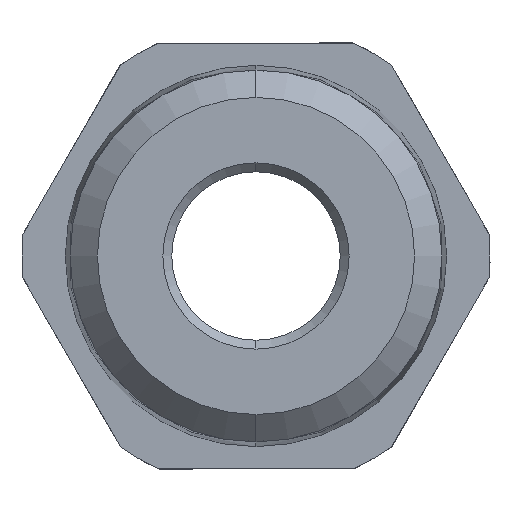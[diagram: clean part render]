
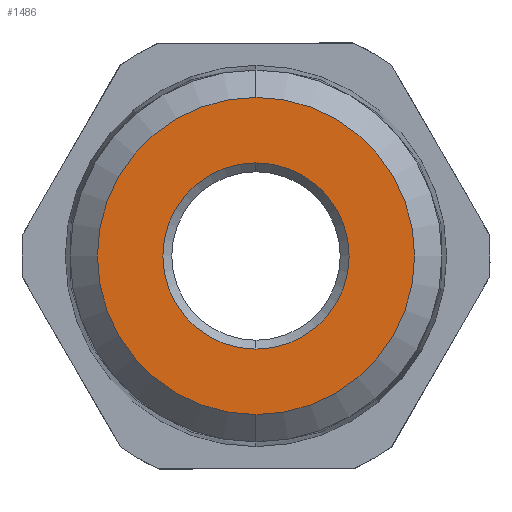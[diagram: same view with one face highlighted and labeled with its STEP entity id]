
A CAD part, left-side view. The second image highlights one B-rep face of the part: STEP entity #1486.
In plain terms, the highlighted planar face has unit normal (-1, 0, 0).
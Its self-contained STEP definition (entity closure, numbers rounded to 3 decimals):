
#49 = PLANE ( 'NONE',  #1939 ) ;
#95 = DIRECTION ( 'NONE',  ( 0., 0., -1. ) ) ;
#261 = AXIS2_PLACEMENT_3D ( 'NONE', #640, #3582, #2963 ) ;
#341 = CARTESIAN_POINT ( 'NONE',  ( 0., 0., 5.25 ) ) ;
#351 = EDGE_CURVE ( 'NONE', #4233, #949, #1611, .T. ) ;
#364 = ORIENTED_EDGE ( 'NONE', *, *, #351, .T. ) ;
#536 = DIRECTION ( 'NONE',  ( 0., 0., -1. ) ) ;
#640 = CARTESIAN_POINT ( 'NONE',  ( 0., 0., 0. ) ) ;
#693 = CARTESIAN_POINT ( 'NONE',  ( 0., 0., 8.944 ) ) ;
#741 = EDGE_LOOP ( 'NONE', ( #3027, #364 ) ) ;
#949 = VERTEX_POINT ( 'NONE', #341 ) ;
#1041 = FACE_BOUND ( 'NONE', #741, .T. ) ;
#1070 = EDGE_CURVE ( 'NONE', #949, #4233, #1659, .T. ) ;
#1086 = CIRCLE ( 'NONE', #3455, 8.944 ) ;
#1113 = CARTESIAN_POINT ( 'NONE',  ( 0., 0., -5.25 ) ) ;
#1184 = CARTESIAN_POINT ( 'NONE',  ( 0., 0., 0. ) ) ;
#1323 = CARTESIAN_POINT ( 'NONE',  ( 0., 0., 0. ) ) ;
#1399 = EDGE_CURVE ( 'NONE', #1911, #2970, #3458, .T. ) ;
#1486 = ADVANCED_FACE ( 'NONE', ( #2796, #1041 ), #49, .F. ) ;
#1611 = CIRCLE ( 'NONE', #3842, 5.25 ) ;
#1649 = EDGE_CURVE ( 'NONE', #2970, #1911, #1086, .T. ) ;
#1654 = DIRECTION ( 'NONE',  ( 0., 0., -1. ) ) ;
#1659 = CIRCLE ( 'NONE', #1957, 5.25 ) ;
#1702 = CARTESIAN_POINT ( 'NONE',  ( 0., 0., 0. ) ) ;
#1777 = CARTESIAN_POINT ( 'NONE',  ( 0., 0., -8.944 ) ) ;
#1911 = VERTEX_POINT ( 'NONE', #1777 ) ;
#1939 = AXIS2_PLACEMENT_3D ( 'NONE', #1702, #2361, #95 ) ;
#1957 = AXIS2_PLACEMENT_3D ( 'NONE', #2736, #2119, #536 ) ;
#2119 = DIRECTION ( 'NONE',  ( 1., 0., 0. ) ) ;
#2340 = DIRECTION ( 'NONE',  ( 1., 0., 0. ) ) ;
#2361 = DIRECTION ( 'NONE',  ( 1., 0., 0. ) ) ;
#2445 = ORIENTED_EDGE ( 'NONE', *, *, #1649, .T. ) ;
#2736 = CARTESIAN_POINT ( 'NONE',  ( 0., 0., 0. ) ) ;
#2796 = FACE_OUTER_BOUND ( 'NONE', #2860, .T. ) ;
#2860 = EDGE_LOOP ( 'NONE', ( #3535, #2445 ) ) ;
#2963 = DIRECTION ( 'NONE',  ( 0., 0., -1. ) ) ;
#2970 = VERTEX_POINT ( 'NONE', #693 ) ;
#3027 = ORIENTED_EDGE ( 'NONE', *, *, #1070, .T. ) ;
#3170 = DIRECTION ( 'NONE',  ( -1., 0., 0. ) ) ;
#3455 = AXIS2_PLACEMENT_3D ( 'NONE', #1184, #3170, #4166 ) ;
#3458 = CIRCLE ( 'NONE', #261, 8.944 ) ;
#3535 = ORIENTED_EDGE ( 'NONE', *, *, #1399, .T. ) ;
#3582 = DIRECTION ( 'NONE',  ( -1., 0., 0. ) ) ;
#3842 = AXIS2_PLACEMENT_3D ( 'NONE', #1323, #2340, #1654 ) ;
#4166 = DIRECTION ( 'NONE',  ( 0., 0., -1. ) ) ;
#4233 = VERTEX_POINT ( 'NONE', #1113 ) ;
